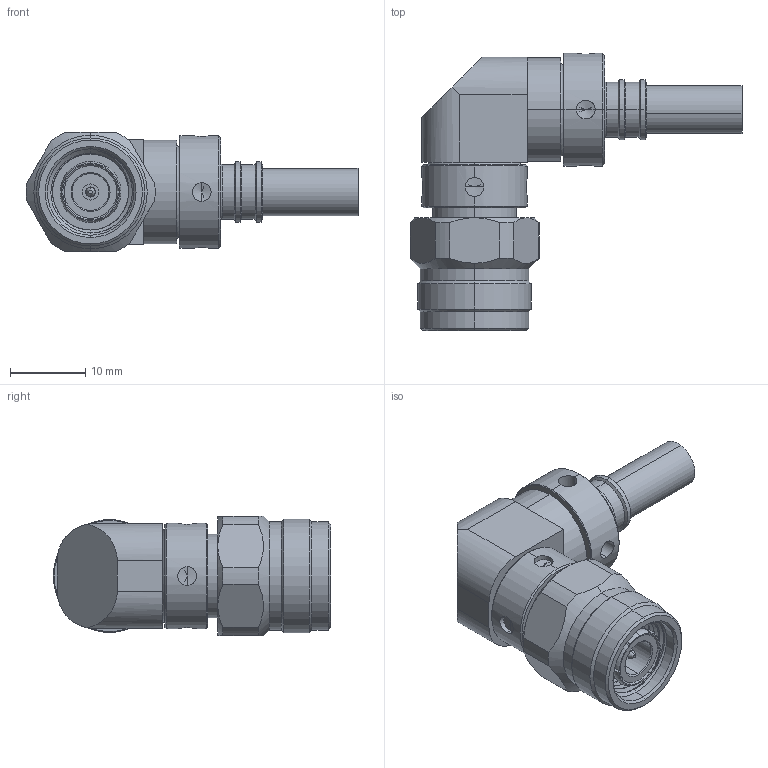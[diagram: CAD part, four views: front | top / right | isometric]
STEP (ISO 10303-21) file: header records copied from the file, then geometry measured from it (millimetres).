
FILE_DESCRIPTION (( 'STEP AP214' ), '1' );
FILE_NAME ('3190-8003(EZ-195&200-TM-RA-X)_SD.STEP', '2020-09-08T03:14:42', ( '' ), ( '' ), 'SwSTEP 2.0', 'SolidWorks 2018', '' );
FILE_SCHEMA (( 'AUTOMOTIVE_DESIGN' ));
Length unit declared in the file: millimetre
Products named in the file (7): SD^3192-6053; SD^3190-6068; 3190-8003(EZ-195&200-TM-RA-X)_SD; 3192-6053_SD; 3192-6034_SD; SD; 3190-6068_SD
Assembly tree (6 placements, depth 3):
  3190-8003(EZ-195&200-TM-RA-X)_SD
    3192-6053_SD
      SD^3192-6053
    3192-6034_SD
      SD
    3190-6068_SD
      SD^3190-6068
Bounding box: 44.19 x 36.9 x 15.88 mm (x, y, z)
Volume: 7526.1 mm3; surface area: 5091 mm2
Topology: 5 solids, 7 shells, 245 faces, 576 edges, 347 vertices
Faces by surface type: cylinder 91, cone 81, plane 59, torus 11, bspline 3
Entity records: 10450 total; most frequent: CARTESIAN_POINT 4751, DIRECTION 1180, ORIENTED_EDGE 1120, EDGE_CURVE 560, AXIS2_PLACEMENT_3D 478, VERTEX_POINT 347, EDGE_LOOP 267, FACE_OUTER_BOUND 245
